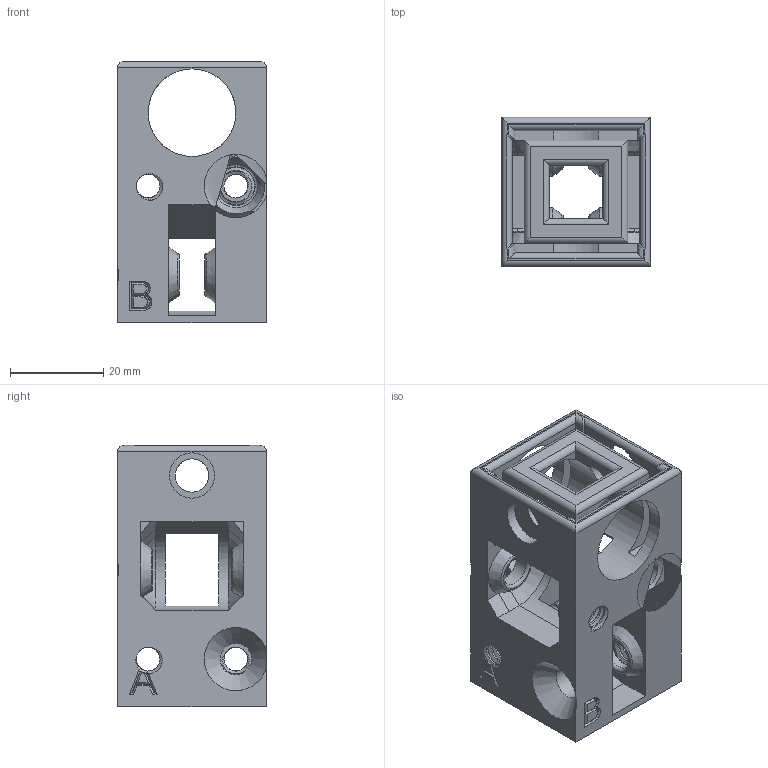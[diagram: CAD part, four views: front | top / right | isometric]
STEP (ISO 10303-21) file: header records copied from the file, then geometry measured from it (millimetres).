
FILE_DESCRIPTION(/* description */ (''),/* implementation_level */ '2;1');
FILE_NAME(/* name */ 'Inner Tube Lower Bearing Block.step',/* time_stamp */ '2023-09-15T11:05:07-04:00',/* author */ (''),/* organization */ (''),/* preprocessor_version */ 'ST-DEVELOPER v20',/* originating_system */ 'Autodesk Translation Framework v12.9.0.99',/* authorisation */ '');
FILE_SCHEMA (('AUTOMOTIVE_DESIGN { 1 0 10303 214 3 1 1 }'));
Length unit declared in the file: inch
Products named in the file (1): Inner Tube Lower Bearing Block
Bounding box: 31.88 x 31.88 x 55.88 mm (x, y, z)
Volume: 24711.1 mm3; surface area: 15972.3 mm2
Topology: 1 solids, 1 shells, 343 faces, 1012 edges, 657 vertices
Faces by surface type: plane 134, cylinder 106, bspline 71, torus 16, cone 16
Full cylindrical faces by diameter (mm): 5.118 x8, 6.35 x12, 6.756 x8, 7.137 x2, 9.703 x2, 18.754 x1
Entity records: 16682 total; most frequent: CARTESIAN_POINT 8229, ORIENTED_EDGE 2024, DIRECTION 1373, EDGE_CURVE 1012, VERTEX_POINT 657, AXIS2_PLACEMENT_3D 465, LINE 443, VECTOR 443
